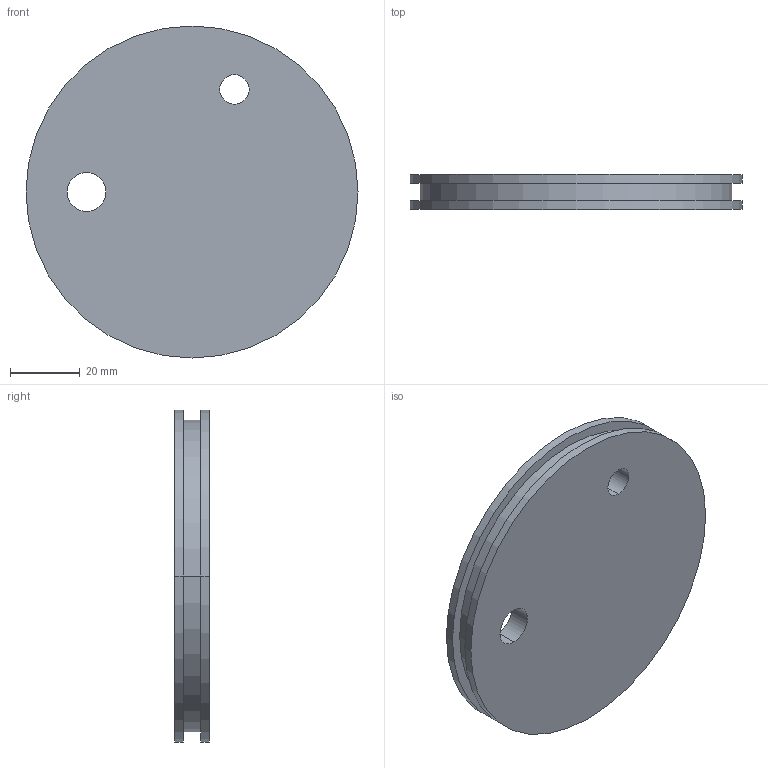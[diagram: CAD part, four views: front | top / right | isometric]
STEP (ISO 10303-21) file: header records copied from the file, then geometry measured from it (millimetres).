
FILE_DESCRIPTION (( 'STEP AP214' ), '1' );
FILE_NAME ('BKHD-OX-O238-8NPT-4NPT Tank Bulkhead, Oxidizer, Mojave Sphinx.STEP', '2024-08-17T21:21:10', ( '' ), ( '' ), 'SwSTEP 2.0', 'SolidWorks 2022', '' );
FILE_SCHEMA (( 'AUTOMOTIVE_DESIGN' ));
Length unit declared in the file: inch
Products named in the file (1): BKHD-OX-O238-8NPT-4NPT Tank Bulkhead, Oxidizer, Mojave Sphinx
Bounding box: 95 x 9.91 x 95 mm (x, y, z)
Volume: 46116.5 mm3; surface area: 19733.5 mm2
Topology: 1 solids, 1 shells, 17 faces, 36 edges, 24 vertices
Faces by surface type: cylinder 12, plane 5
Entity records: 522 total; most frequent: DIRECTION 96, CARTESIAN_POINT 78, ORIENTED_EDGE 72, AXIS2_PLACEMENT_3D 42, EDGE_CURVE 36, CIRCLE 24, EDGE_LOOP 24, VERTEX_POINT 24
